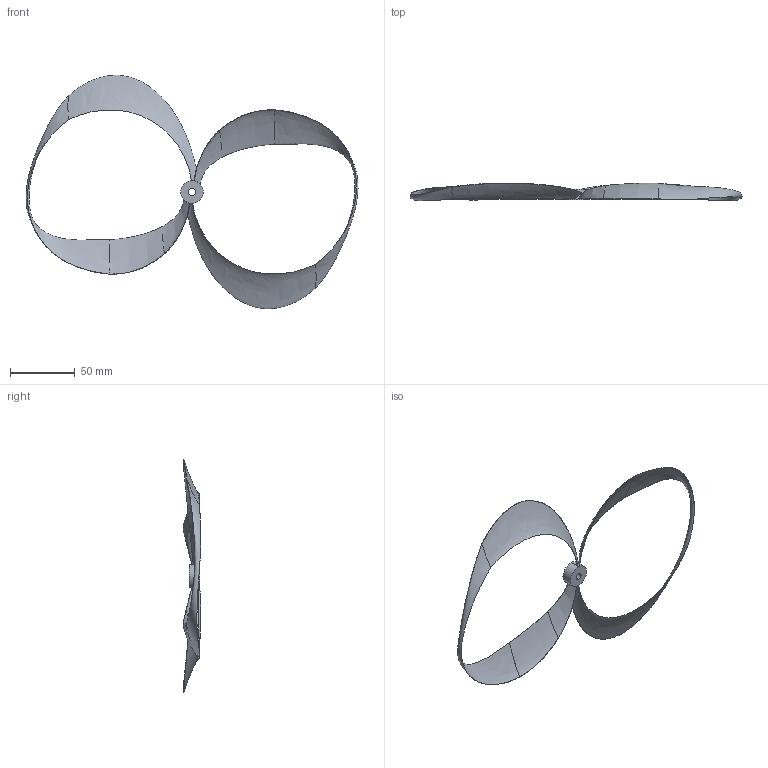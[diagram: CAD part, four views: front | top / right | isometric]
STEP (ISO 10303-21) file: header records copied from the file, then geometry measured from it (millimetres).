
FILE_DESCRIPTION (( 'STEP AP203' ), '1' );
FILE_NAME ('Solidworks_Circular_Infinite.STEP', '2025-09-15T21:35:45', ( '' ), ( '' ), 'SwSTEP 2.0', 'SolidWorks 2023', '' );
FILE_SCHEMA (( 'CONFIG_CONTROL_DESIGN' ));
Length unit declared in the file: inch
Products named in the file (1): Solidworks_Circular_Infinite
Bounding box: 256.59 x 13.63 x 180.42 mm (x, y, z)
Volume: 11669.7 mm3; surface area: 26635.7 mm2
Topology: 1 solids, 1 shells, 22 faces, 56 edges, 32 vertices
Faces by surface type: bspline 16, cylinder 4, plane 2
Entity records: 8737 total; most frequent: CARTESIAN_POINT 8253, ORIENTED_EDGE 108, EDGE_CURVE 54, B_SPLINE_CURVE_WITH_KNOTS 40, DIRECTION 36, VERTEX_POINT 32, EDGE_LOOP 26, FACE_OUTER_BOUND 22
